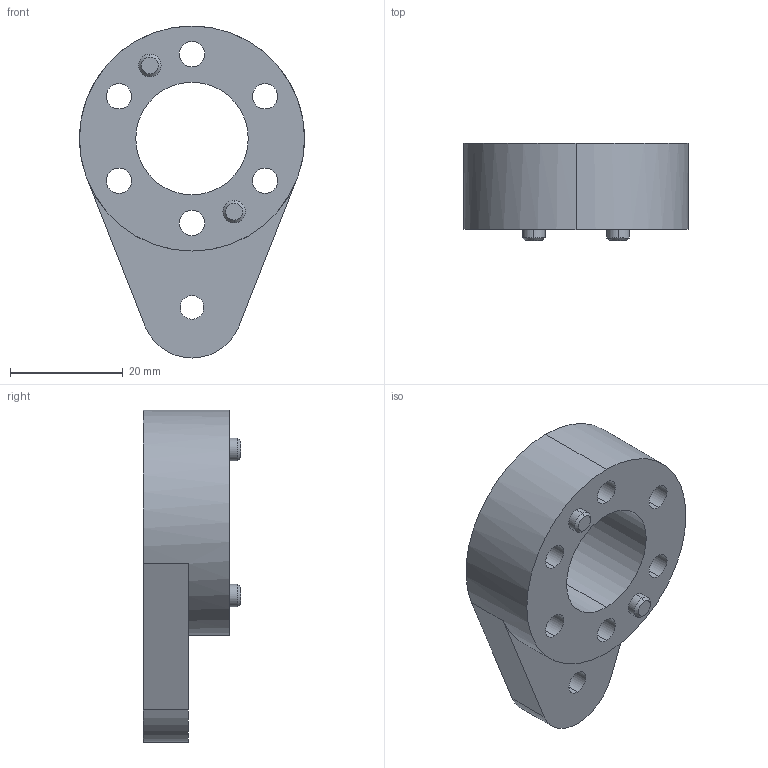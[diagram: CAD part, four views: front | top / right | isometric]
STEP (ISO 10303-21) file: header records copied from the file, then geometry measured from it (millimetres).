
FILE_DESCRIPTION (( 'STEP AP203' ), '1' );
FILE_NAME ('cam.STEP', '2024-10-14T02:46:33', ( 'lance' ), ( '' ), 'SwSTEP 2.0', 'SolidWorks 2021', '' );
FILE_SCHEMA (( 'CONFIG_CONTROL_DESIGN' ));
Length unit declared in the file: millimetre
Products named in the file (1): cam
Bounding box: 40 x 17.3 x 59 mm (x, y, z)
Volume: 14541.1 mm3; surface area: 7647.3 mm2
Topology: 1 solids, 1 shells, 70 faces, 159 edges, 100 vertices
Faces by surface type: cylinder 38, cone 18, plane 14
Entity records: 2104 total; most frequent: DIRECTION 397, CARTESIAN_POINT 330, ORIENTED_EDGE 318, AXIS2_PLACEMENT_3D 167, EDGE_CURVE 159, VERTEX_POINT 100, CIRCLE 96, EDGE_LOOP 95
